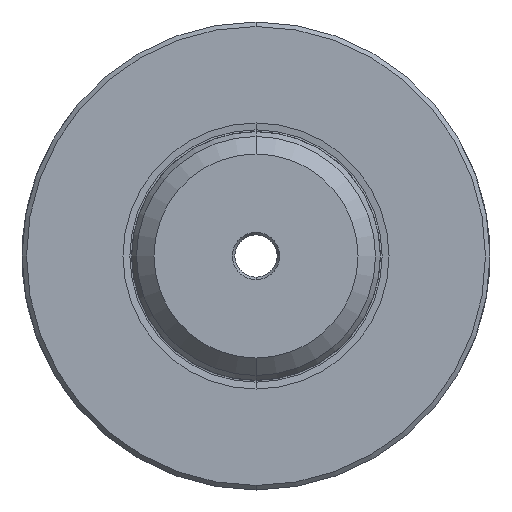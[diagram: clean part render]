
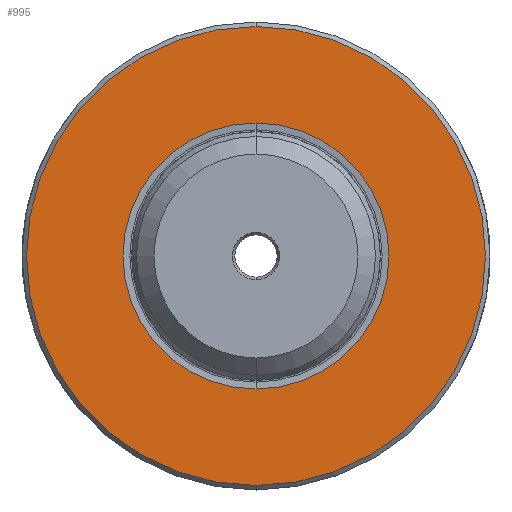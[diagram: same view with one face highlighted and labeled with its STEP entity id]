
A CAD part, left-side view. The second image highlights one B-rep face of the part: STEP entity #995.
In plain terms, the highlighted planar face has unit normal (-1, 0, 0).
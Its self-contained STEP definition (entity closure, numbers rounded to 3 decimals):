
#1 = CIRCLE ( 'NONE', #342, 46.1 ) ;
#4 = CARTESIAN_POINT ( 'NONE',  ( 0., 0., 0. ) ) ;
#163 = CIRCLE ( 'NONE', #1933, 26.715 ) ;
#228 = CARTESIAN_POINT ( 'NONE',  ( 0., 0., -26.715 ) ) ;
#230 = ORIENTED_EDGE ( 'NONE', *, *, #1784, .F. ) ;
#283 = DIRECTION ( 'NONE',  ( 0., 0., -1. ) ) ;
#284 = ORIENTED_EDGE ( 'NONE', *, *, #1144, .T. ) ;
#336 = VERTEX_POINT ( 'NONE', #1943 ) ;
#342 = AXIS2_PLACEMENT_3D ( 'NONE', #1329, #1187, #283 ) ;
#402 = CARTESIAN_POINT ( 'NONE',  ( 0., 0., 0. ) ) ;
#405 = DIRECTION ( 'NONE',  ( 1., 0., 0. ) ) ;
#411 = EDGE_CURVE ( 'NONE', #336, #441, #1, .T. ) ;
#441 = VERTEX_POINT ( 'NONE', #1126 ) ;
#472 = DIRECTION ( 'NONE',  ( 0., 0., -1. ) ) ;
#626 = AXIS2_PLACEMENT_3D ( 'NONE', #4, #654, #899 ) ;
#654 = DIRECTION ( 'NONE',  ( 1., 0., 0. ) ) ;
#687 = DIRECTION ( 'NONE',  ( -1., 0., 0. ) ) ;
#724 = DIRECTION ( 'NONE',  ( 0., 0., 1. ) ) ;
#750 = CARTESIAN_POINT ( 'NONE',  ( 0., 0., 0. ) ) ;
#824 = FACE_BOUND ( 'NONE', #1141, .T. ) ;
#837 = ORIENTED_EDGE ( 'NONE', *, *, #411, .F. ) ;
#899 = DIRECTION ( 'NONE',  ( 0., 0., -1. ) ) ;
#959 = VERTEX_POINT ( 'NONE', #1485 ) ;
#987 = AXIS2_PLACEMENT_3D ( 'NONE', #402, #405, #1392 ) ;
#995 = ADVANCED_FACE ( 'NONE', ( #824, #1356 ), #1647, .T. ) ;
#1019 = CIRCLE ( 'NONE', #987, 26.715 ) ;
#1126 = CARTESIAN_POINT ( 'NONE',  ( 0., 0., 46.1 ) ) ;
#1141 = EDGE_LOOP ( 'NONE', ( #284, #1492 ) ) ;
#1144 = EDGE_CURVE ( 'NONE', #959, #1498, #1019, .T. ) ;
#1187 = DIRECTION ( 'NONE',  ( 1., 0., 0. ) ) ;
#1244 = AXIS2_PLACEMENT_3D ( 'NONE', #1906, #687, #724 ) ;
#1328 = CIRCLE ( 'NONE', #626, 46.1 ) ;
#1329 = CARTESIAN_POINT ( 'NONE',  ( 0., 0., 0. ) ) ;
#1356 = FACE_OUTER_BOUND ( 'NONE', #1798, .T. ) ;
#1392 = DIRECTION ( 'NONE',  ( 0., 0., -1. ) ) ;
#1485 = CARTESIAN_POINT ( 'NONE',  ( 0., 0., 26.715 ) ) ;
#1492 = ORIENTED_EDGE ( 'NONE', *, *, #1651, .T. ) ;
#1498 = VERTEX_POINT ( 'NONE', #228 ) ;
#1640 = DIRECTION ( 'NONE',  ( 1., 0., 0. ) ) ;
#1647 = PLANE ( 'NONE',  #1244 ) ;
#1651 = EDGE_CURVE ( 'NONE', #1498, #959, #163, .T. ) ;
#1784 = EDGE_CURVE ( 'NONE', #441, #336, #1328, .T. ) ;
#1798 = EDGE_LOOP ( 'NONE', ( #837, #230 ) ) ;
#1906 = CARTESIAN_POINT ( 'NONE',  ( 0., 26.715, 0. ) ) ;
#1933 = AXIS2_PLACEMENT_3D ( 'NONE', #750, #1640, #472 ) ;
#1943 = CARTESIAN_POINT ( 'NONE',  ( 0., 0., -46.1 ) ) ;
